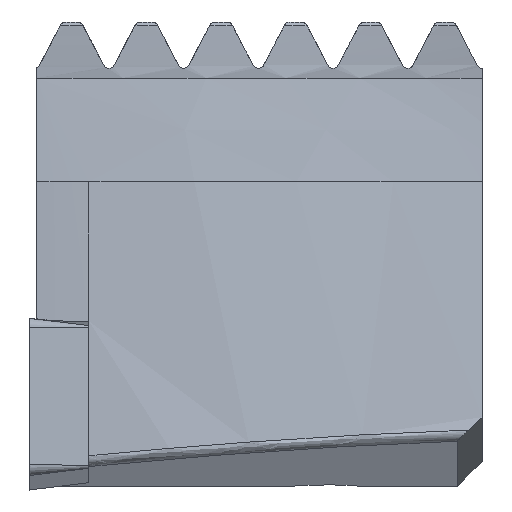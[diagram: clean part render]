
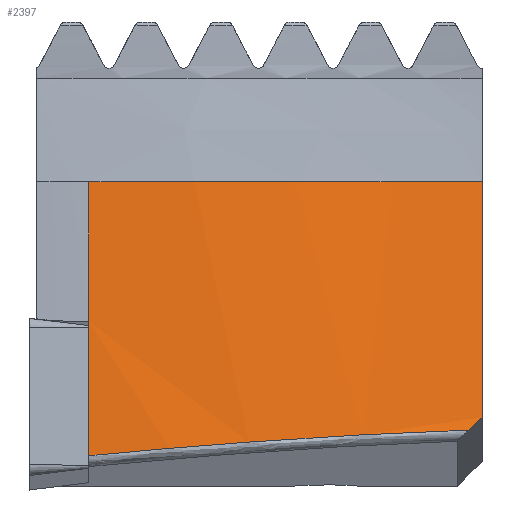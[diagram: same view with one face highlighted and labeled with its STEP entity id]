
A CAD part, left-side view. The second image highlights one B-rep face of the part: STEP entity #2397.
In plain terms, the highlighted free-form (B-spline) face has degree [1, 3] with [2, 4] control points.
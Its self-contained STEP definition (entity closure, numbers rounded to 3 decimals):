
#1597=VERTEX_POINT('NONE',#3964);
#1653=VERTEX_POINT('NONE',#4028);
#1955=VERTEX_POINT('NONE',#4360);
#2097=VERTEX_POINT('NONE',#4511);
#2215=EDGE_CURVE('NONE',#3399,#2097,#4635,.T.);
#2323=EDGE_CURVE('NONE',#2477,#2097,#4759,.F.);
#2397=ADVANCED_FACE('NONE',(#4839),#4840,.T.);
#2477=VERTEX_POINT('NONE',#4928);
#2655=EDGE_CURVE('NONE',#1653,#1955,#5117,.T.);
#2911=EDGE_CURVE('NONE',#2477,#1955,#5392,.T.);
#3143=EDGE_CURVE('NONE',#1653,#1597,#5652,.T.);
#3313=EDGE_CURVE('NONE',#3399,#1597,#5837,.T.);
#3399=VERTEX_POINT('NONE',#5934);
#3964=CARTESIAN_POINT('',(15.179,-36.36,24.752));
#4028=CARTESIAN_POINT('',(3.205,-4.76,24.752));
#4360=CARTESIAN_POINT('',(2.029,-4.76,13.568));
#4511=CARTESIAN_POINT('',(11.776,-35.222,4.811));
#4635=B_SPLINE_CURVE_WITH_KNOTS('',3,(#8702,#8703,#8704,#8705),.UNSPECIFIED.,.F.,.F.,(4,4),(0.002,0.003),.UNSPECIFIED.);
#4759=B_SPLINE_CURVE_WITH_KNOTS('',3,(#8898,#8899,#8900,#8901,#8902,#8903,#8904,#8905,#8906,#8907,#8908,#8909,#8910),.UNSPECIFIED.,.F.,.F.,(4,3,3,3,4),(0.0,0.2,0.707,0.834,1.0),.UNSPECIFIED.);
#4839=FACE_OUTER_BOUND('',#9021,.T.);
#4840=(B_SPLINE_SURFACE(1,3,((#9023,#9024,#9025,#9026),(#9027,#9028,#9029,#9030)),.UNSPECIFIED.,.F.,.F.,.F.)B_SPLINE_SURFACE_WITH_KNOTS((2,2),(4,4),(0.0,0.994),(0.0,0.994),.UNSPECIFIED.)RATIONAL_B_SPLINE_SURFACE(((1.0,0.972,0.972,0.999),(1.0,0.972,0.972,0.999)))BOUNDED_SURFACE()REPRESENTATION_ITEM('')GEOMETRIC_REPRESENTATION_ITEM()SURFACE());
#4928=CARTESIAN_POINT('',(0.893,-4.76,2.762));
#5117=B_SPLINE_CURVE_WITH_KNOTS('',1,(#9504,#9505),.UNSPECIFIED.,.F.,.F.,(2,2),(0.0,0.506),.UNSPECIFIED.);
#5392=LINE('',#9960,#9961);
#5652=CIRCLE('',#10456,59.458);
#5837=B_SPLINE_CURVE_WITH_KNOTS('',3,(#10748,#10749,#10750,#10751,#10752,#10753,#10754,#10755,#10756,#10757,#10758,#10759,#10760,#10761,#10762,#10763,#10764,#10765,#10766),.UNSPECIFIED.,.F.,.F.,(4,3,3,3,3,3,4),(0.003,0.006,0.008,0.011,0.014,0.017,0.022),.UNSPECIFIED.);
#5934=CARTESIAN_POINT('',(12.713,-36.36,5.856));
#8702=CARTESIAN_POINT('',(12.713,-36.36,5.856));
#8703=CARTESIAN_POINT('',(12.395,-35.983,5.51));
#8704=CARTESIAN_POINT('',(12.083,-35.603,5.162));
#8705=CARTESIAN_POINT('',(11.776,-35.222,4.811));
#8898=CARTESIAN_POINT('',(11.776,-35.222,4.811));
#8899=CARTESIAN_POINT('',(10.534,-33.425,4.752));
#8900=CARTESIAN_POINT('',(9.385,-31.562,4.677));
#8901=CARTESIAN_POINT('',(8.338,-29.646,4.586));
#8902=CARTESIAN_POINT('',(5.684,-24.787,4.354));
#8903=CARTESIAN_POINT('',(3.681,-19.579,4.019));
#8904=CARTESIAN_POINT('',(2.398,-14.206,3.592));
#8905=CARTESIAN_POINT('',(2.077,-12.863,3.485));
#8906=CARTESIAN_POINT('',(1.8,-11.509,3.372));
#8907=CARTESIAN_POINT('',(1.569,-10.148,3.254));
#8908=CARTESIAN_POINT('',(1.266,-8.362,3.099));
#8909=CARTESIAN_POINT('',(1.04,-6.563,2.935));
#8910=CARTESIAN_POINT('',(0.893,-4.76,2.762));
#9021=EDGE_LOOP('',(#12639,#12640,#12641,#12642,#12643,#12644));
#9023=CARTESIAN_POINT('',(3.205,-4.76,24.752));
#9024=CARTESIAN_POINT('',(4.062,-16.31,24.752));
#9025=CARTESIAN_POINT('',(8.165,-27.141,24.752));
#9026=CARTESIAN_POINT('',(15.179,-36.36,24.752));
#9027=CARTESIAN_POINT('',(0.893,-4.76,2.762));
#9028=CARTESIAN_POINT('',(1.75,-16.76,2.762));
#9029=CARTESIAN_POINT('',(5.982,-28.023,2.762));
#9030=CARTESIAN_POINT('',(13.241,-37.619,2.762));
#9504=CARTESIAN_POINT('',(3.205,-4.76,24.752));
#9505=CARTESIAN_POINT('',(2.029,-4.76,13.568));
#9960=CARTESIAN_POINT('',(4.576,-4.76,37.8));
#9961=VECTOR('',#13216,1000.0);
#10456=AXIS2_PLACEMENT_3D('',#13549,#13550,#13551);
#10748=CARTESIAN_POINT('',(12.713,-36.36,5.856));
#10749=CARTESIAN_POINT('',(12.812,-36.36,6.625));
#10750=CARTESIAN_POINT('',(12.912,-36.36,7.393));
#10751=CARTESIAN_POINT('',(13.011,-36.36,8.162));
#10752=CARTESIAN_POINT('',(13.131,-36.36,9.083));
#10753=CARTESIAN_POINT('',(13.25,-36.36,10.005));
#10754=CARTESIAN_POINT('',(13.37,-36.36,10.927));
#10755=CARTESIAN_POINT('',(13.49,-36.36,11.849));
#10756=CARTESIAN_POINT('',(13.61,-36.36,12.771));
#10757=CARTESIAN_POINT('',(13.73,-36.36,13.692));
#10758=CARTESIAN_POINT('',(13.85,-36.36,14.614));
#10759=CARTESIAN_POINT('',(13.97,-36.36,15.536));
#10760=CARTESIAN_POINT('',(14.091,-36.36,16.458));
#10761=CARTESIAN_POINT('',(14.211,-36.36,17.379));
#10762=CARTESIAN_POINT('',(14.332,-36.36,18.301));
#10763=CARTESIAN_POINT('',(14.452,-36.36,19.223));
#10764=CARTESIAN_POINT('',(14.694,-36.36,21.066));
#10765=CARTESIAN_POINT('',(14.936,-36.36,22.909));
#10766=CARTESIAN_POINT('',(15.179,-36.36,24.752));
#12639=ORIENTED_EDGE('',*,*,#3143,.F.);
#12640=ORIENTED_EDGE('',*,*,#2655,.T.);
#12641=ORIENTED_EDGE('',*,*,#2911,.F.);
#12642=ORIENTED_EDGE('',*,*,#2323,.T.);
#12643=ORIENTED_EDGE('',*,*,#2215,.F.);
#12644=ORIENTED_EDGE('',*,*,#3313,.T.);
#13216=DIRECTION('',(0.105,0.,0.995));
#13549=CARTESIAN_POINT('',(62.5,-0.36,24.752));
#13550=DIRECTION('',(0.,0.,1.0));
#13551=DIRECTION('',(0.,-1.0,0.));
